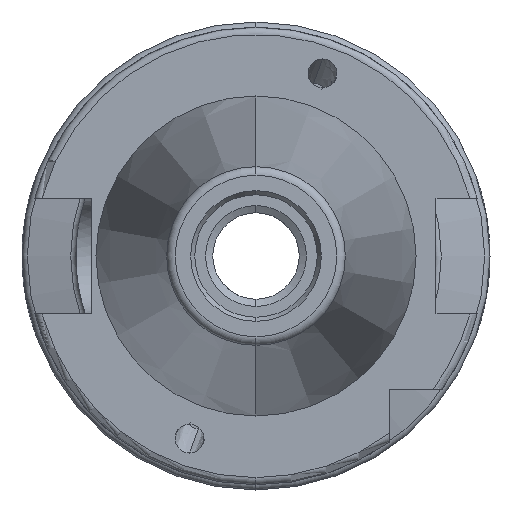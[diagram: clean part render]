
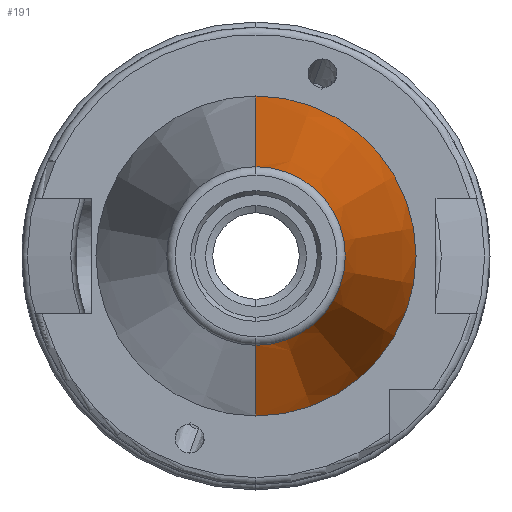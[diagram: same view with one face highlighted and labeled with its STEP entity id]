
A CAD part, left-side view. The second image highlights one B-rep face of the part: STEP entity #191.
In plain terms, the highlighted conical face has half-angle 8.297 degrees and reference radius 22.225 mm.
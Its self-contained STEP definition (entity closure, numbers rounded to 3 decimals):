
#77 = DIRECTION ( 'NONE',  ( 0.99, 0., -0.144 ) ) ;
#143 = ORIENTED_EDGE ( 'NONE', *, *, #205, .T. ) ;
#191 = ADVANCED_FACE ( 'NONE', ( #237 ), #250, .T. ) ;
#195 = EDGE_LOOP ( 'NONE', ( #5285, #143, #202, #200 ) ) ;
#200 = ORIENTED_EDGE ( 'NONE', *, *, #253, .F. ) ;
#202 = ORIENTED_EDGE ( 'NONE', *, *, #231, .T. ) ;
#205 = EDGE_CURVE ( 'NONE', #401, #213, #284, .T. ) ;
#213 = VERTEX_POINT ( 'NONE', #318 ) ;
#226 = VERTEX_POINT ( 'NONE', #333 ) ;
#231 = EDGE_CURVE ( 'NONE', #213, #226, #332, .T. ) ;
#237 = FACE_OUTER_BOUND ( 'NONE', #195, .T. ) ;
#247 = CARTESIAN_POINT ( 'NONE',  ( 0., 0., 0. ) ) ;
#250 = CONICAL_SURFACE ( 'NONE', #257, 22.225, 0.145 ) ;
#253 = EDGE_CURVE ( 'NONE', #382, #226, #338, .T. ) ;
#257 = AXIS2_PLACEMENT_3D ( 'NONE', #247, #268, #266 ) ;
#266 = DIRECTION ( 'NONE',  ( 0., 0., 1. ) ) ;
#268 = DIRECTION ( 'NONE',  ( 1., 0., 0. ) ) ;
#282 = VECTOR ( 'NONE', #77, 1000. ) ;
#283 = CARTESIAN_POINT ( 'NONE',  ( 0., 0., -22.225 ) ) ;
#284 = LINE ( 'NONE', #283, #282 ) ;
#318 = CARTESIAN_POINT ( 'NONE',  ( 0., 0., -22.225 ) ) ;
#325 = DIRECTION ( 'NONE',  ( 0., 0., -1. ) ) ;
#326 = DIRECTION ( 'NONE',  ( -1., 0., 0. ) ) ;
#327 = CARTESIAN_POINT ( 'NONE',  ( 0., 0., 0. ) ) ;
#328 = AXIS2_PLACEMENT_3D ( 'NONE', #327, #326, #325 ) ;
#332 = CIRCLE ( 'NONE', #328, 22.225 ) ;
#333 = CARTESIAN_POINT ( 'NONE',  ( 0., 0., 22.225 ) ) ;
#338 = LINE ( 'NONE', #346, #345 ) ;
#344 = DIRECTION ( 'NONE',  ( 0.99, 0., 0.144 ) ) ;
#345 = VECTOR ( 'NONE', #344, 1000. ) ;
#346 = CARTESIAN_POINT ( 'NONE',  ( 0., 0., 22.225 ) ) ;
#382 = VERTEX_POINT ( 'NONE', #2294 ) ;
#392 = EDGE_CURVE ( 'NONE', #401, #382, #2292, .T. ) ;
#401 = VERTEX_POINT ( 'NONE', #2345 ) ;
#2288 = DIRECTION ( 'NONE',  ( 0., 0., -1. ) ) ;
#2289 = DIRECTION ( 'NONE',  ( -1., 0., 0. ) ) ;
#2290 = CARTESIAN_POINT ( 'NONE',  ( -67.373, 0., 0. ) ) ;
#2291 = AXIS2_PLACEMENT_3D ( 'NONE', #2290, #2289, #2288 ) ;
#2292 = CIRCLE ( 'NONE', #2291, 12.4 ) ;
#2294 = CARTESIAN_POINT ( 'NONE',  ( -67.373, 0., 12.4 ) ) ;
#2345 = CARTESIAN_POINT ( 'NONE',  ( -67.373, 0., -12.4 ) ) ;
#5285 = ORIENTED_EDGE ( 'NONE', *, *, #392, .F. ) ;
